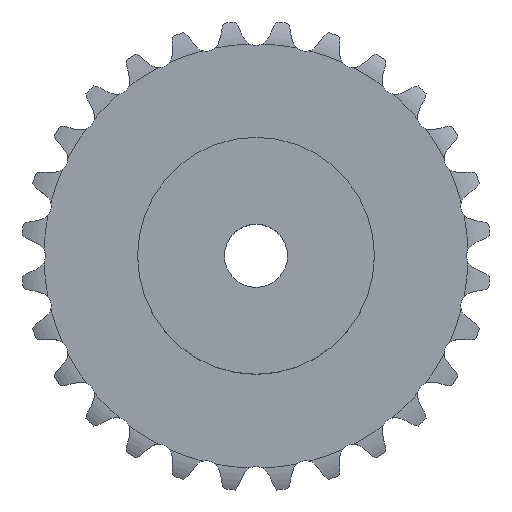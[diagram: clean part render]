
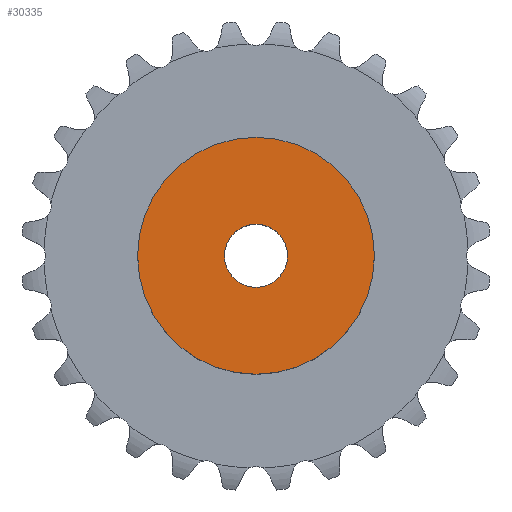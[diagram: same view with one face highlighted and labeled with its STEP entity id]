
A CAD part, top view. The second image highlights one B-rep face of the part: STEP entity #30335.
In plain terms, the highlighted planar face has unit normal (0, 0, 1).
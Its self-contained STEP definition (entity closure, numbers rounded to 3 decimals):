
#3681 = CYLINDRICAL_SURFACE('',#3682,15.);
#3682 = AXIS2_PLACEMENT_3D('',#3683,#3684,#3685);
#3683 = CARTESIAN_POINT('',(0.,0.,0.));
#3684 = DIRECTION('',(-0.,-0.,-1.));
#3685 = DIRECTION('',(1.,0.,0.));
#19334 = VERTEX_POINT('',#19335);
#19335 = CARTESIAN_POINT('',(15.,0.,16.));
#19356 = EDGE_CURVE('',#19334,#19334,#19357,.T.);
#19357 = SURFACE_CURVE('',#19358,(#19363,#19370),.PCURVE_S1.);
#19358 = CIRCLE('',#19359,15.);
#19359 = AXIS2_PLACEMENT_3D('',#19360,#19361,#19362);
#19360 = CARTESIAN_POINT('',(0.,0.,16.));
#19361 = DIRECTION('',(0.,0.,1.));
#19362 = DIRECTION('',(1.,0.,0.));
#19363 = PCURVE('',#3681,#19364);
#19364 = DEFINITIONAL_REPRESENTATION('',(#19365),#19369);
#19365 = LINE('',#19366,#19367);
#19366 = CARTESIAN_POINT('',(-0.,-16.));
#19367 = VECTOR('',#19368,1.);
#19368 = DIRECTION('',(-1.,0.));
#19369 = ( GEOMETRIC_REPRESENTATION_CONTEXT(2) 
PARAMETRIC_REPRESENTATION_CONTEXT() REPRESENTATION_CONTEXT('2D SPACE',''
  ) );
#19370 = PCURVE('',#19371,#19376);
#19371 = PLANE('',#19372);
#19372 = AXIS2_PLACEMENT_3D('',#19373,#19374,#19375);
#19373 = CARTESIAN_POINT('',(0.,0.,16.)
  );
#19374 = DIRECTION('',(0.,0.,1.));
#19375 = DIRECTION('',(1.,0.,0.));
#19376 = DEFINITIONAL_REPRESENTATION('',(#19377),#19381);
#19377 = CIRCLE('',#19378,15.);
#19378 = AXIS2_PLACEMENT_2D('',#19379,#19380);
#19379 = CARTESIAN_POINT('',(0.,0.));
#19380 = DIRECTION('',(1.,0.));
#19381 = ( GEOMETRIC_REPRESENTATION_CONTEXT(2) 
PARAMETRIC_REPRESENTATION_CONTEXT() REPRESENTATION_CONTEXT('2D SPACE',''
  ) );
#25761 = CYLINDRICAL_SURFACE('',#25762,4.);
#25762 = AXIS2_PLACEMENT_3D('',#25763,#25764,#25765);
#25763 = CARTESIAN_POINT('',(0.,0.,91.383));
#25764 = DIRECTION('',(0.,0.,1.));
#25765 = DIRECTION('',(1.,0.,0.));
#30335 = ADVANCED_FACE('',(#30336,#30339),#19371,.T.);
#30336 = FACE_BOUND('',#30337,.T.);
#30337 = EDGE_LOOP('',(#30338));
#30338 = ORIENTED_EDGE('',*,*,#19356,.T.);
#30339 = FACE_BOUND('',#30340,.T.);
#30340 = EDGE_LOOP('',(#30341));
#30341 = ORIENTED_EDGE('',*,*,#30342,.F.);
#30342 = EDGE_CURVE('',#30343,#30343,#30345,.T.);
#30343 = VERTEX_POINT('',#30344);
#30344 = CARTESIAN_POINT('',(4.,0.,16.));
#30345 = SURFACE_CURVE('',#30346,(#30351,#30358),.PCURVE_S1.);
#30346 = CIRCLE('',#30347,4.);
#30347 = AXIS2_PLACEMENT_3D('',#30348,#30349,#30350);
#30348 = CARTESIAN_POINT('',(0.,0.,16.));
#30349 = DIRECTION('',(0.,0.,1.));
#30350 = DIRECTION('',(1.,0.,0.));
#30351 = PCURVE('',#19371,#30352);
#30352 = DEFINITIONAL_REPRESENTATION('',(#30353),#30357);
#30353 = CIRCLE('',#30354,4.);
#30354 = AXIS2_PLACEMENT_2D('',#30355,#30356);
#30355 = CARTESIAN_POINT('',(0.,0.));
#30356 = DIRECTION('',(1.,0.));
#30357 = ( GEOMETRIC_REPRESENTATION_CONTEXT(2) 
PARAMETRIC_REPRESENTATION_CONTEXT() REPRESENTATION_CONTEXT('2D SPACE',''
  ) );
#30358 = PCURVE('',#25761,#30359);
#30359 = DEFINITIONAL_REPRESENTATION('',(#30360),#30364);
#30360 = LINE('',#30361,#30362);
#30361 = CARTESIAN_POINT('',(0.,-75.383));
#30362 = VECTOR('',#30363,1.);
#30363 = DIRECTION('',(1.,0.));
#30364 = ( GEOMETRIC_REPRESENTATION_CONTEXT(2) 
PARAMETRIC_REPRESENTATION_CONTEXT() REPRESENTATION_CONTEXT('2D SPACE',''
  ) );
